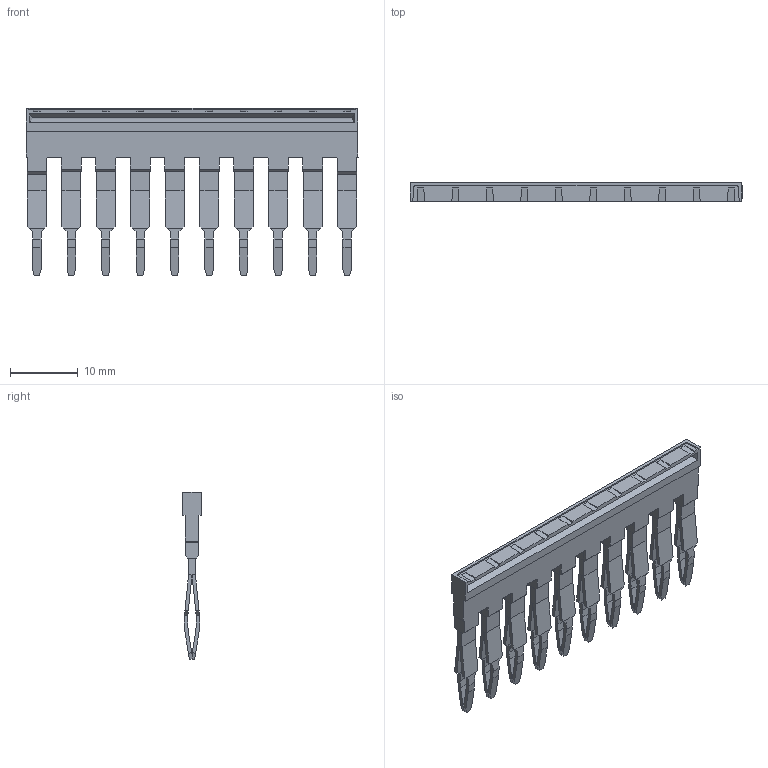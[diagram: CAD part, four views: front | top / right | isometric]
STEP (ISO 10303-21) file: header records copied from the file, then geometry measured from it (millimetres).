
FILE_DESCRIPTION(('CATIA V5 STEP Exchange','CAx-IF Rec.Pracs.--- Model Styling and Organization---1.4--- 2014-01-23'),'2;1');
FILE_NAME ('8416653_3', '2023-03-03T12:05:20+00:00', ('none'), ('Weidmueller'), 'CATIA Version 5-6 Release 2016 SP3 HF44', 'CATIA V5 STEP AP214', 'none');
FILE_SCHEMA(('AUTOMOTIVE_DESIGN { 1 0 10303 214 1 1 1 1 }'));
Length unit declared in the file: millimetre
Products named in the file (1): 2108910000_ZQV_2-5N_10
Bounding box: 49.1 x 2.8 x 24.72 mm (x, y, z)
Volume: 1366.9 mm3; surface area: 5280.3 mm2
Topology: 7 solids, 7 shells, 1048 faces, 3081 edges, 2001 vertices
Faces by surface type: plane 926, bspline 80, cylinder 42
Entity records: 33173 total; most frequent: CARTESIAN_POINT 8680, ORIENTED_EDGE 6162, DIRECTION 3412, EDGE_CURVE 3081, VECTOR 2517, LINE 2517, VERTEX_POINT 2001, EDGE_LOOP 1078
